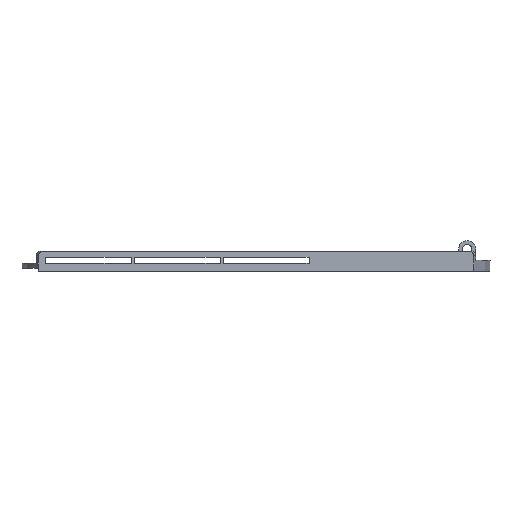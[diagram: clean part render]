
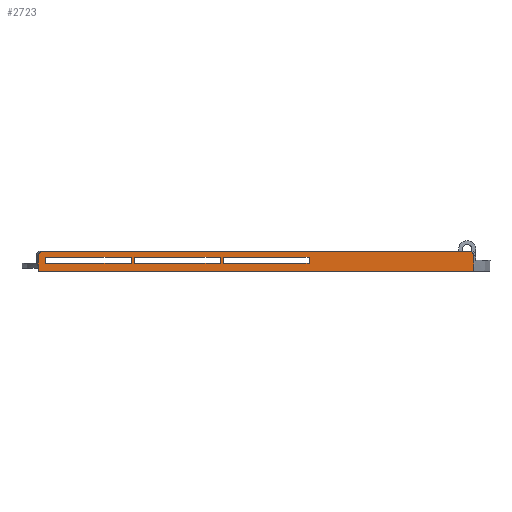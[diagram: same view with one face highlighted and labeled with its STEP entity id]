
A CAD part, front view. The second image highlights one B-rep face of the part: STEP entity #2723.
In plain terms, the highlighted planar face has unit normal (0, -1, 0).
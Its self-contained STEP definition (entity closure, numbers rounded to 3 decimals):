
#21=B_SPLINE_CURVE_WITH_KNOTS('',3,(#4203,#4204,#4205,#4206,#4207,#4208,
#4209,#4210,#4211,#4212),.UNSPECIFIED.,.F.,.F.,(4,2,2,2,4),(1.868,
1.978,2.094,2.211,2.334),
 .UNSPECIFIED.);
#23=B_SPLINE_CURVE_WITH_KNOTS('',3,(#4237,#4238,#4239,#4240,#4241,#4242,
#4243,#4244,#4245,#4246),.UNSPECIFIED.,.F.,.F.,(4,2,2,2,4),(1.401,
1.524,1.642,1.757,1.868),
 .UNSPECIFIED.);
#42=FACE_BOUND('',#365,.T.);
#43=FACE_BOUND('',#366,.T.);
#44=FACE_BOUND('',#367,.T.);
#123=PLANE('',#2887);
#234=FACE_OUTER_BOUND('',#364,.T.);
#364=EDGE_LOOP('',(#2323,#2324,#2325,#2326,#2327,#2328,#2329));
#365=EDGE_LOOP('',(#2330,#2331,#2332,#2333));
#366=EDGE_LOOP('',(#2334,#2335,#2336,#2337));
#367=EDGE_LOOP('',(#2338,#2339,#2340,#2341));
#482=LINE('',#3795,#834);
#483=LINE('',#3798,#835);
#573=LINE('',#3974,#925);
#577=LINE('',#3982,#929);
#581=LINE('',#3990,#933);
#681=LINE('',#4229,#1033);
#683=LINE('',#4234,#1035);
#684=LINE('',#4236,#1036);
#685=LINE('',#4248,#1037);
#686=LINE('',#4250,#1038);
#687=LINE('',#4251,#1039);
#688=LINE('',#4253,#1040);
#689=LINE('',#4255,#1041);
#690=LINE('',#4256,#1042);
#691=LINE('',#4259,#1043);
#692=LINE('',#4260,#1044);
#693=LINE('',#4261,#1045);
#834=VECTOR('',#3064,10.);
#835=VECTOR('',#3067,10.);
#925=VECTOR('',#3181,10.);
#929=VECTOR('',#3185,10.);
#933=VECTOR('',#3189,10.);
#1033=VECTOR('',#3407,10.);
#1035=VECTOR('',#3413,10.);
#1036=VECTOR('',#3414,10.);
#1037=VECTOR('',#3415,10.);
#1038=VECTOR('',#3416,10.);
#1039=VECTOR('',#3417,10.);
#1040=VECTOR('',#3418,10.);
#1041=VECTOR('',#3419,10.);
#1042=VECTOR('',#3420,10.);
#1043=VECTOR('',#3421,10.);
#1044=VECTOR('',#3422,10.);
#1045=VECTOR('',#3423,10.);
#1212=VERTEX_POINT('',#3742);
#1234=VERTEX_POINT('',#3793);
#1235=VERTEX_POINT('',#3797);
#1308=VERTEX_POINT('',#3971);
#1309=VERTEX_POINT('',#3973);
#1312=VERTEX_POINT('',#3979);
#1313=VERTEX_POINT('',#3981);
#1316=VERTEX_POINT('',#3987);
#1317=VERTEX_POINT('',#3989);
#1373=VERTEX_POINT('',#4201);
#1374=VERTEX_POINT('',#4202);
#1377=VERTEX_POINT('',#4228);
#1379=VERTEX_POINT('',#4235);
#1380=VERTEX_POINT('',#4247);
#1381=VERTEX_POINT('',#4249);
#1382=VERTEX_POINT('',#4252);
#1383=VERTEX_POINT('',#4254);
#1384=VERTEX_POINT('',#4257);
#1385=VERTEX_POINT('',#4258);
#1503=EDGE_CURVE('',#1212,#1234,#482,.T.);
#1504=EDGE_CURVE('',#1235,#1234,#483,.T.);
#1596=EDGE_CURVE('',#1309,#1308,#573,.T.);
#1600=EDGE_CURVE('',#1313,#1312,#577,.T.);
#1604=EDGE_CURVE('',#1317,#1316,#581,.T.);
#1711=EDGE_CURVE('',#1373,#1374,#21,.T.);
#1715=EDGE_CURVE('',#1377,#1374,#681,.T.);
#1718=EDGE_CURVE('',#1373,#1212,#683,.T.);
#1719=EDGE_CURVE('',#1235,#1379,#684,.T.);
#1720=EDGE_CURVE('',#1377,#1379,#23,.T.);
#1721=EDGE_CURVE('',#1380,#1309,#685,.T.);
#1722=EDGE_CURVE('',#1308,#1381,#686,.T.);
#1723=EDGE_CURVE('',#1381,#1380,#687,.T.);
#1724=EDGE_CURVE('',#1382,#1313,#688,.T.);
#1725=EDGE_CURVE('',#1312,#1383,#689,.T.);
#1726=EDGE_CURVE('',#1383,#1382,#690,.T.);
#1727=EDGE_CURVE('',#1384,#1385,#691,.T.);
#1728=EDGE_CURVE('',#1385,#1317,#692,.T.);
#1729=EDGE_CURVE('',#1316,#1384,#693,.T.);
#2323=ORIENTED_EDGE('',*,*,#1711,.F.);
#2324=ORIENTED_EDGE('',*,*,#1718,.T.);
#2325=ORIENTED_EDGE('',*,*,#1503,.T.);
#2326=ORIENTED_EDGE('',*,*,#1504,.F.);
#2327=ORIENTED_EDGE('',*,*,#1719,.T.);
#2328=ORIENTED_EDGE('',*,*,#1720,.F.);
#2329=ORIENTED_EDGE('',*,*,#1715,.T.);
#2330=ORIENTED_EDGE('',*,*,#1721,.T.);
#2331=ORIENTED_EDGE('',*,*,#1596,.T.);
#2332=ORIENTED_EDGE('',*,*,#1722,.T.);
#2333=ORIENTED_EDGE('',*,*,#1723,.T.);
#2334=ORIENTED_EDGE('',*,*,#1724,.T.);
#2335=ORIENTED_EDGE('',*,*,#1600,.T.);
#2336=ORIENTED_EDGE('',*,*,#1725,.T.);
#2337=ORIENTED_EDGE('',*,*,#1726,.T.);
#2338=ORIENTED_EDGE('',*,*,#1727,.T.);
#2339=ORIENTED_EDGE('',*,*,#1728,.T.);
#2340=ORIENTED_EDGE('',*,*,#1604,.T.);
#2341=ORIENTED_EDGE('',*,*,#1729,.T.);
#2723=ADVANCED_FACE('',(#234,#42,#43,#44),#123,.T.);
#2887=AXIS2_PLACEMENT_3D('',#4233,#3411,#3412);
#3064=DIRECTION('',(0.,0.,-1.));
#3067=DIRECTION('',(-1.,0.,0.));
#3181=DIRECTION('',(-1.,0.,0.));
#3185=DIRECTION('',(-1.,0.,0.));
#3189=DIRECTION('',(-1.,0.,0.));
#3407=DIRECTION('',(-1.,0.,0.));
#3411=DIRECTION('center_axis',(0.,-1.,0.));
#3412=DIRECTION('ref_axis',(0.,0.,-1.));
#3413=DIRECTION('',(0.,0.,-1.));
#3414=DIRECTION('',(0.,0.,1.));
#3415=DIRECTION('',(0.,0.,-1.));
#3416=DIRECTION('',(0.,0.,1.));
#3417=DIRECTION('',(1.,0.,0.));
#3418=DIRECTION('',(0.,0.,-1.));
#3419=DIRECTION('',(0.,0.,1.));
#3420=DIRECTION('',(1.,0.,0.));
#3421=DIRECTION('',(1.,0.,0.));
#3422=DIRECTION('',(0.,0.,-1.));
#3423=DIRECTION('',(0.,0.,1.));
#3742=CARTESIAN_POINT('',(-228.606,130.774,0.));
#3793=CARTESIAN_POINT('',(-228.606,130.774,-2.));
#3795=CARTESIAN_POINT('',(-228.606,130.774,0.));
#3797=CARTESIAN_POINT('',(50.51,130.774,-2.));
#3798=CARTESIAN_POINT('',(50.51,130.774,-2.));
#3971=CARTESIAN_POINT('',(-224.048,130.774,3.));
#3973=CARTESIAN_POINT('',(-169.048,130.774,3.));
#3974=CARTESIAN_POINT('',(-121.548,130.774,3.));
#3979=CARTESIAN_POINT('',(-167.048,130.774,3.));
#3981=CARTESIAN_POINT('',(-112.048,130.774,3.));
#3982=CARTESIAN_POINT('',(-121.548,130.774,3.));
#3987=CARTESIAN_POINT('',(-110.048,130.774,3.));
#3989=CARTESIAN_POINT('',(-55.048,130.774,3.));
#3990=CARTESIAN_POINT('',(-121.548,130.774,3.));
#4201=CARTESIAN_POINT('',(-228.606,130.774,8.));
#4202=CARTESIAN_POINT('',(-225.312,130.774,11.));
#4203=CARTESIAN_POINT('Ctrl Pts',(-228.606,130.774,8.));
#4204=CARTESIAN_POINT('Ctrl Pts',(-228.606,130.774,8.368));
#4205=CARTESIAN_POINT('Ctrl Pts',(-228.512,130.774,8.799));
#4206=CARTESIAN_POINT('Ctrl Pts',(-228.204,130.774,9.488));
#4207=CARTESIAN_POINT('Ctrl Pts',(-227.929,130.774,9.861));
#4208=CARTESIAN_POINT('Ctrl Pts',(-227.355,130.774,10.384));
#4209=CARTESIAN_POINT('Ctrl Pts',(-226.954,130.774,10.627));
#4210=CARTESIAN_POINT('Ctrl Pts',(-226.206,130.774,10.913));
#4211=CARTESIAN_POINT('Ctrl Pts',(-225.722,130.774,11.));
#4212=CARTESIAN_POINT('Ctrl Pts',(-225.312,130.774,11.));
#4228=CARTESIAN_POINT('',(47.216,130.774,11.));
#4229=CARTESIAN_POINT('',(-252.685,130.774,11.));
#4233=CARTESIAN_POINT('Origin',(-179.048,130.774,0.));
#4234=CARTESIAN_POINT('',(-228.606,130.774,11.));
#4235=CARTESIAN_POINT('',(50.51,130.774,8.));
#4236=CARTESIAN_POINT('',(50.51,130.774,11.));
#4237=CARTESIAN_POINT('Ctrl Pts',(47.216,130.774,11.));
#4238=CARTESIAN_POINT('Ctrl Pts',(47.626,130.774,11.));
#4239=CARTESIAN_POINT('Ctrl Pts',(48.11,130.774,10.913));
#4240=CARTESIAN_POINT('Ctrl Pts',(48.858,130.774,10.627));
#4241=CARTESIAN_POINT('Ctrl Pts',(49.259,130.774,10.384));
#4242=CARTESIAN_POINT('Ctrl Pts',(49.833,130.774,9.861));
#4243=CARTESIAN_POINT('Ctrl Pts',(50.108,130.774,9.488));
#4244=CARTESIAN_POINT('Ctrl Pts',(50.416,130.774,8.799));
#4245=CARTESIAN_POINT('Ctrl Pts',(50.51,130.774,8.368));
#4246=CARTESIAN_POINT('Ctrl Pts',(50.51,130.774,8.));
#4247=CARTESIAN_POINT('',(-169.048,130.774,7.));
#4248=CARTESIAN_POINT('',(-169.048,130.774,3.));
#4249=CARTESIAN_POINT('',(-224.048,130.774,7.));
#4250=CARTESIAN_POINT('',(-224.048,130.774,1.5));
#4251=CARTESIAN_POINT('',(-121.548,130.774,7.));
#4252=CARTESIAN_POINT('',(-112.048,130.774,7.));
#4253=CARTESIAN_POINT('',(-112.048,130.774,3.));
#4254=CARTESIAN_POINT('',(-167.048,130.774,7.));
#4255=CARTESIAN_POINT('',(-167.048,130.774,3.));
#4256=CARTESIAN_POINT('',(-121.548,130.774,7.));
#4257=CARTESIAN_POINT('',(-110.048,130.774,7.));
#4258=CARTESIAN_POINT('',(-55.048,130.774,7.));
#4259=CARTESIAN_POINT('',(-121.548,130.774,7.));
#4260=CARTESIAN_POINT('',(-55.048,130.774,3.5));
#4261=CARTESIAN_POINT('',(-110.048,130.774,3.));
